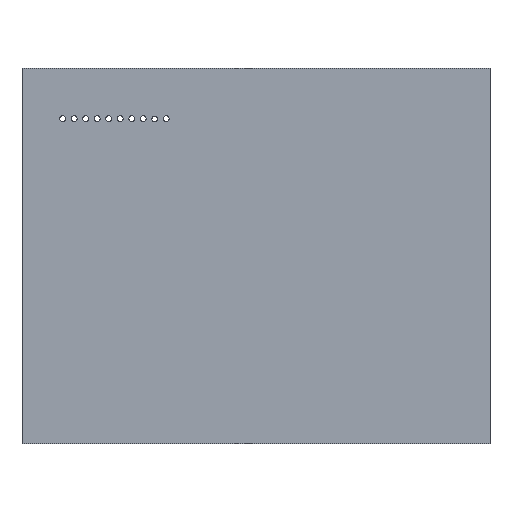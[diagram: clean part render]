
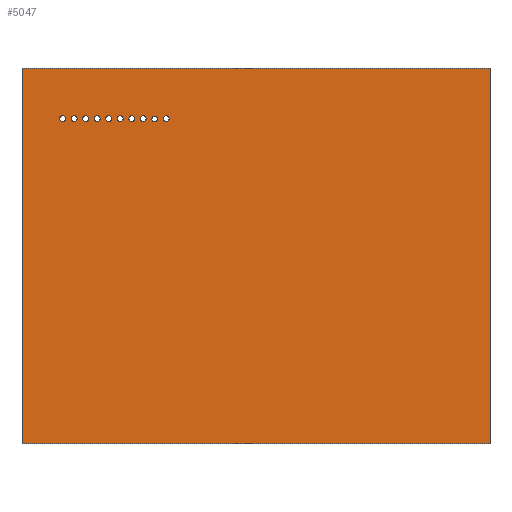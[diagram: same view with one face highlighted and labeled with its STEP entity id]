
A CAD part, top view. The second image highlights one B-rep face of the part: STEP entity #5047.
In plain terms, the highlighted planar face has unit normal (0, 0, 1).
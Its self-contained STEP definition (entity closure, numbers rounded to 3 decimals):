
#160=FACE_BOUND('',#802,.T.);
#161=FACE_BOUND('',#803,.T.);
#162=FACE_BOUND('',#804,.T.);
#163=FACE_BOUND('',#805,.T.);
#164=FACE_BOUND('',#806,.T.);
#165=FACE_BOUND('',#807,.T.);
#166=FACE_BOUND('',#808,.T.);
#167=FACE_BOUND('',#809,.T.);
#168=FACE_BOUND('',#810,.T.);
#169=FACE_BOUND('',#811,.T.);
#348=CIRCLE('',#5504,0.75);
#349=CIRCLE('',#5505,0.75);
#350=CIRCLE('',#5506,0.75);
#351=CIRCLE('',#5507,0.75);
#352=CIRCLE('',#5508,0.75);
#353=CIRCLE('',#5509,0.75);
#354=CIRCLE('',#5510,0.75);
#355=CIRCLE('',#5511,0.75);
#356=CIRCLE('',#5512,0.75);
#357=CIRCLE('',#5513,0.75);
#497=FACE_OUTER_BOUND('',#801,.T.);
#801=EDGE_LOOP('',(#3858,#3859,#3860,#3861));
#802=EDGE_LOOP('',(#3862));
#803=EDGE_LOOP('',(#3863));
#804=EDGE_LOOP('',(#3864));
#805=EDGE_LOOP('',(#3865));
#806=EDGE_LOOP('',(#3866));
#807=EDGE_LOOP('',(#3867));
#808=EDGE_LOOP('',(#3868));
#809=EDGE_LOOP('',(#3869));
#810=EDGE_LOOP('',(#3870));
#811=EDGE_LOOP('',(#3871));
#1269=LINE('',#8230,#1783);
#1280=LINE('',#8252,#1794);
#1281=LINE('',#8253,#1795);
#1282=LINE('',#8254,#1796);
#1783=VECTOR('',#6497,10.);
#1794=VECTOR('',#6512,10.);
#1795=VECTOR('',#6513,10.);
#1796=VECTOR('',#6514,10.);
#2409=VERTEX_POINT('',#8227);
#2410=VERTEX_POINT('',#8229);
#2418=VERTEX_POINT('',#8250);
#2419=VERTEX_POINT('',#8251);
#2420=VERTEX_POINT('',#8255);
#2421=VERTEX_POINT('',#8257);
#2422=VERTEX_POINT('',#8259);
#2423=VERTEX_POINT('',#8261);
#2424=VERTEX_POINT('',#8263);
#2425=VERTEX_POINT('',#8265);
#2426=VERTEX_POINT('',#8267);
#2427=VERTEX_POINT('',#8269);
#2428=VERTEX_POINT('',#8271);
#2429=VERTEX_POINT('',#8273);
#2963=EDGE_CURVE('',#2410,#2409,#1269,.T.);
#2974=EDGE_CURVE('',#2418,#2419,#1280,.T.);
#2975=EDGE_CURVE('',#2419,#2410,#1281,.T.);
#2976=EDGE_CURVE('',#2409,#2418,#1282,.T.);
#2977=EDGE_CURVE('',#2420,#2420,#348,.T.);
#2978=EDGE_CURVE('',#2421,#2421,#349,.T.);
#2979=EDGE_CURVE('',#2422,#2422,#350,.T.);
#2980=EDGE_CURVE('',#2423,#2423,#351,.T.);
#2981=EDGE_CURVE('',#2424,#2424,#352,.T.);
#2982=EDGE_CURVE('',#2425,#2425,#353,.T.);
#2983=EDGE_CURVE('',#2426,#2426,#354,.T.);
#2984=EDGE_CURVE('',#2427,#2427,#355,.T.);
#2985=EDGE_CURVE('',#2428,#2428,#356,.T.);
#2986=EDGE_CURVE('',#2429,#2429,#357,.T.);
#3858=ORIENTED_EDGE('',*,*,#2974,.T.);
#3859=ORIENTED_EDGE('',*,*,#2975,.T.);
#3860=ORIENTED_EDGE('',*,*,#2963,.T.);
#3861=ORIENTED_EDGE('',*,*,#2976,.T.);
#3862=ORIENTED_EDGE('',*,*,#2977,.T.);
#3863=ORIENTED_EDGE('',*,*,#2978,.T.);
#3864=ORIENTED_EDGE('',*,*,#2979,.T.);
#3865=ORIENTED_EDGE('',*,*,#2980,.T.);
#3866=ORIENTED_EDGE('',*,*,#2981,.T.);
#3867=ORIENTED_EDGE('',*,*,#2982,.T.);
#3868=ORIENTED_EDGE('',*,*,#2983,.T.);
#3869=ORIENTED_EDGE('',*,*,#2984,.T.);
#3870=ORIENTED_EDGE('',*,*,#2985,.T.);
#3871=ORIENTED_EDGE('',*,*,#2986,.T.);
#4857=PLANE('',#5503);
#5047=ADVANCED_FACE('',(#497,#160,#161,#162,#163,#164,#165,#166,#167,#168,
#169),#4857,.T.);
#5503=AXIS2_PLACEMENT_3D('',#8249,#6510,#6511);
#5504=AXIS2_PLACEMENT_3D('',#8256,#6515,#6516);
#5505=AXIS2_PLACEMENT_3D('',#8258,#6517,#6518);
#5506=AXIS2_PLACEMENT_3D('',#8260,#6519,#6520);
#5507=AXIS2_PLACEMENT_3D('',#8262,#6521,#6522);
#5508=AXIS2_PLACEMENT_3D('',#8264,#6523,#6524);
#5509=AXIS2_PLACEMENT_3D('',#8266,#6525,#6526);
#5510=AXIS2_PLACEMENT_3D('',#8268,#6527,#6528);
#5511=AXIS2_PLACEMENT_3D('',#8270,#6529,#6530);
#5512=AXIS2_PLACEMENT_3D('',#8272,#6531,#6532);
#5513=AXIS2_PLACEMENT_3D('',#8274,#6533,#6534);
#6497=DIRECTION('',(-1.,0.,0.));
#6510=DIRECTION('center_axis',(0.,0.,1.));
#6511=DIRECTION('ref_axis',(-1.,0.,0.));
#6512=DIRECTION('',(1.,0.,0.));
#6513=DIRECTION('',(0.,1.,0.));
#6514=DIRECTION('',(0.,-1.,0.));
#6515=DIRECTION('center_axis',(0.,0.,-1.));
#6516=DIRECTION('ref_axis',(-1.,0.,0.));
#6517=DIRECTION('center_axis',(0.,0.,-1.));
#6518=DIRECTION('ref_axis',(-1.,0.,0.));
#6519=DIRECTION('center_axis',(0.,0.,-1.));
#6520=DIRECTION('ref_axis',(-1.,0.,0.));
#6521=DIRECTION('center_axis',(0.,0.,-1.));
#6522=DIRECTION('ref_axis',(-1.,0.,0.));
#6523=DIRECTION('center_axis',(0.,0.,-1.));
#6524=DIRECTION('ref_axis',(-1.,0.,0.));
#6525=DIRECTION('center_axis',(0.,0.,-1.));
#6526=DIRECTION('ref_axis',(-1.,0.,0.));
#6527=DIRECTION('center_axis',(0.,0.,-1.));
#6528=DIRECTION('ref_axis',(-1.,0.,0.));
#6529=DIRECTION('center_axis',(0.,0.,-1.));
#6530=DIRECTION('ref_axis',(-1.,0.,0.));
#6531=DIRECTION('center_axis',(0.,0.,-1.));
#6532=DIRECTION('ref_axis',(-1.,0.,0.));
#6533=DIRECTION('center_axis',(0.,0.,-1.));
#6534=DIRECTION('ref_axis',(-1.,0.,0.));
#8227=CARTESIAN_POINT('',(0.,96.,8.069));
#8229=CARTESIAN_POINT('',(122.,96.,8.069));
#8230=CARTESIAN_POINT('',(0.,96.,8.069));
#8249=CARTESIAN_POINT('Origin',(61.,47.,8.069));
#8250=CARTESIAN_POINT('',(0.,-2.,8.069));
#8251=CARTESIAN_POINT('',(122.,-2.,8.069));
#8252=CARTESIAN_POINT('',(122.,-2.,8.069));
#8253=CARTESIAN_POINT('',(122.,96.,8.069));
#8254=CARTESIAN_POINT('',(0.,-2.,8.069));
#8255=CARTESIAN_POINT('',(12.85,82.8,8.069));
#8256=CARTESIAN_POINT('Origin',(13.6,82.8,8.069));
#8257=CARTESIAN_POINT('',(36.85,82.8,8.069));
#8258=CARTESIAN_POINT('Origin',(37.6,82.8,8.069));
#8259=CARTESIAN_POINT('',(21.85,82.8,8.069));
#8260=CARTESIAN_POINT('Origin',(22.6,82.8,8.069));
#8261=CARTESIAN_POINT('',(18.85,82.8,8.069));
#8262=CARTESIAN_POINT('Origin',(19.6,82.8,8.069));
#8263=CARTESIAN_POINT('',(24.85,82.8,8.069));
#8264=CARTESIAN_POINT('Origin',(25.6,82.8,8.069));
#8265=CARTESIAN_POINT('',(30.85,82.8,8.069));
#8266=CARTESIAN_POINT('Origin',(31.6,82.8,8.069));
#8267=CARTESIAN_POINT('',(27.85,82.8,8.069));
#8268=CARTESIAN_POINT('Origin',(28.6,82.8,8.069));
#8269=CARTESIAN_POINT('',(15.85,82.8,8.069));
#8270=CARTESIAN_POINT('Origin',(16.6,82.8,8.069));
#8271=CARTESIAN_POINT('',(33.85,82.7,8.069));
#8272=CARTESIAN_POINT('Origin',(34.6,82.7,8.069));
#8273=CARTESIAN_POINT('',(9.85,82.8,8.069));
#8274=CARTESIAN_POINT('Origin',(10.6,82.8,8.069));
